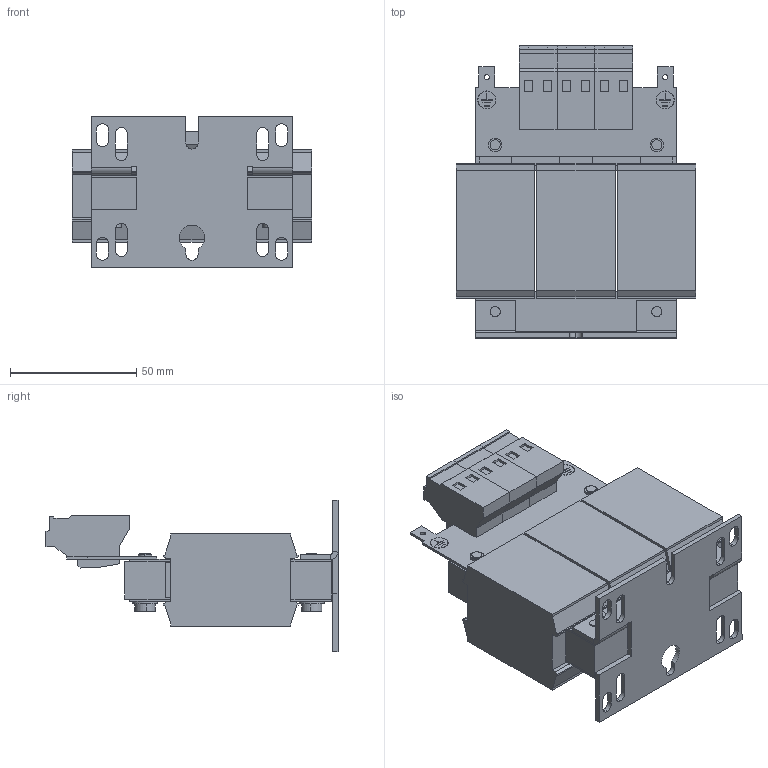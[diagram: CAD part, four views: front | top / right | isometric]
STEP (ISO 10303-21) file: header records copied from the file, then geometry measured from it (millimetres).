
FILE_DESCRIPTION (( 'STEP AP214' ), '1' );
FILE_NAME ('737575.STEP', '2023-07-03T06:50:22', ( '' ), ( '' ), 'SwSTEP 2.0', 'SolidWorks 2018', '' );
FILE_SCHEMA (( 'AUTOMOTIVE_DESIGN' ));
Length unit declared in the file: millimetre
Products named in the file (1): 737575
Bounding box: 95 x 115.65 x 60 mm (x, y, z)
Volume: 246298.7 mm3; surface area: 55032.2 mm2
Topology: 1 solids, 1 shells, 518 faces, 1358 edges, 862 vertices
Faces by surface type: plane 433, cylinder 85
Entity records: 15714 total; most frequent: CARTESIAN_POINT 2739, ORIENTED_EDGE 2716, DIRECTION 2566, EDGE_CURVE 1358, LINE 1188, VECTOR 1188, VERTEX_POINT 862, AXIS2_PLACEMENT_3D 689
